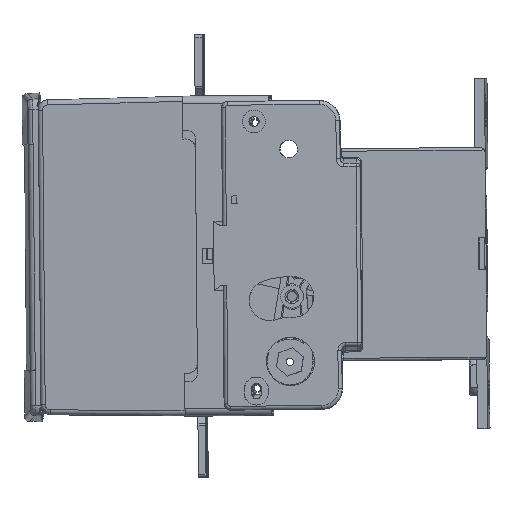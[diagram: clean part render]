
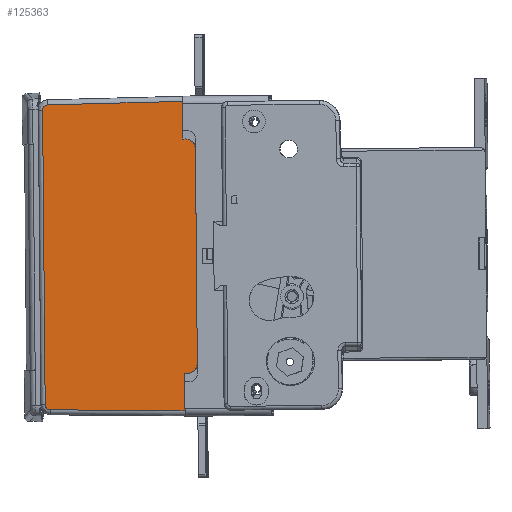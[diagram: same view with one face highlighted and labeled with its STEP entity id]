
A CAD part, left-side view. The second image highlights one B-rep face of the part: STEP entity #125363.
In plain terms, the highlighted face is planar.
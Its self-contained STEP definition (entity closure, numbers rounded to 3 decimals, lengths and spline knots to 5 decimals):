
#110093=DIRECTION('',(1.,0.,0.));
#110094=VECTOR('',#110093,0.01481);
#110095=CARTESIAN_POINT('',(0.0461,0.,-0.05446));
#110096=LINE('',#110095,#110094);
#112121=DIRECTION('',(0.,1.,0.009));
#112122=VECTOR('',#112121,0.001);
#112123=CARTESIAN_POINT('',(-0.0461,-0.001,-0.05447));
#112124=LINE('',#112123,#112122);
#112125=DIRECTION('',(-1.,0.,0.));
#112126=VECTOR('',#112125,0.0842);
#112127=CARTESIAN_POINT('',(0.0421,-0.005,-0.0545));
#112128=LINE('',#112127,#112126);
#112129=CARTESIAN_POINT('',(0.0461,-0.001,-0.05447));
#112130=CARTESIAN_POINT('',(0.0461,-0.00167,-0.05447));
#112131=CARTESIAN_POINT('',(0.04581,-0.00271,
-0.05448));
#112132=CARTESIAN_POINT('',(0.04499,-0.00389,
-0.05449));
#112133=CARTESIAN_POINT('',(0.04381,-0.00471,
-0.0545));
#112134=CARTESIAN_POINT('',(0.04277,-0.005,-0.0545));
#112135=CARTESIAN_POINT('',(0.0421,-0.005,-0.0545));
#112137=DIRECTION('',(0.,-1.,-0.009));
#112138=VECTOR('',#112137,0.001);
#112139=CARTESIAN_POINT('',(0.0461,0.,-0.05446));
#112140=LINE('',#112139,#112138);
#112141=DIRECTION('',(0.017,-1.,-0.009));
#112142=VECTOR('',#112141,0.05306);
#112143=CARTESIAN_POINT('',(0.05999,0.05305,
-0.05399));
#112144=LINE('',#112143,#112142);
#112145=CARTESIAN_POINT('',(0.05799,0.05302,
-0.05399));
#112146=DIRECTION('',(0.,0.009,-1.));
#112147=DIRECTION('',(0.,1.,0.009));
#112148=AXIS2_PLACEMENT_3D('',#112145,#112146,#112147);
#112150=CARTESIAN_POINT('',(-0.05799,0.05302,
-0.05399));
#112151=DIRECTION('',(0.,0.009,-1.));
#112152=DIRECTION('',(-1.,0.017,0.));
#112153=AXIS2_PLACEMENT_3D('',#112150,#112151,#112152);
#112155=DIRECTION('',(0.017,1.,0.009));
#112156=VECTOR('',#112155,0.05306);
#112157=CARTESIAN_POINT('',(-0.06091,0.,
-0.05446));
#112158=LINE('',#112157,#112156);
#112159=DIRECTION('',(-1.,0.,0.));
#112160=VECTOR('',#112159,0.01481);
#112161=CARTESIAN_POINT('',(-0.0461,0.,-0.05446));
#112162=LINE('',#112161,#112160);
#112201=CARTESIAN_POINT('',(-0.0461,-0.001,-0.05447));
#112202=CARTESIAN_POINT('',(-0.0461,-0.00167,-0.05447));
#112203=CARTESIAN_POINT('',(-0.04581,-0.00271,
-0.05448));
#112204=CARTESIAN_POINT('',(-0.04499,-0.00389,
-0.05449));
#112205=CARTESIAN_POINT('',(-0.04381,-0.00471,
-0.0545));
#112206=CARTESIAN_POINT('',(-0.04277,-0.005,-0.0545));
#112207=CARTESIAN_POINT('',(-0.0421,-0.005,-0.0545));
#112234=DIRECTION('',(-1.,0.,0.));
#112235=VECTOR('',#112234,0.11597);
#112236=CARTESIAN_POINT('',(0.05799,0.05502,
-0.05398));
#112237=LINE('',#112236,#112235);
#115391=CARTESIAN_POINT('',(0.05999,0.05305,
-0.05399));
#115392=CARTESIAN_POINT('',(0.06091,0.,
-0.05446));
#115393=VERTEX_POINT('',#115391);
#115394=VERTEX_POINT('',#115392);
#115395=CARTESIAN_POINT('',(0.0461,-0.001,-0.05447));
#115397=VERTEX_POINT('',#115395);
#115413=CARTESIAN_POINT('',(-0.06091,0.,
-0.05446));
#115414=CARTESIAN_POINT('',(-0.05999,0.05305,
-0.05399));
#115415=VERTEX_POINT('',#115413);
#115416=VERTEX_POINT('',#115414);
#115420=CARTESIAN_POINT('',(0.05799,0.05502,
-0.05398));
#115421=CARTESIAN_POINT('',(-0.05799,0.05502,
-0.05398));
#115422=VERTEX_POINT('',#115420);
#115423=VERTEX_POINT('',#115421);
#115424=CARTESIAN_POINT('',(-0.0461,-0.001,-0.05447));
#115425=CARTESIAN_POINT('',(-0.0461,0.,-0.05446));
#115426=VERTEX_POINT('',#115424);
#115427=VERTEX_POINT('',#115425);
#115428=CARTESIAN_POINT('',(0.0421,-0.005,-0.0545));
#115429=CARTESIAN_POINT('',(-0.0421,-0.005,-0.0545));
#115430=VERTEX_POINT('',#115428);
#115431=VERTEX_POINT('',#115429);
#117683=CARTESIAN_POINT('',(0.0461,0.,-0.05446));
#117685=VERTEX_POINT('',#117683);
#125335=CARTESIAN_POINT('',(0.0652,-0.005,-0.0545));
#125336=DIRECTION('',(0.,0.009,-1.));
#125337=DIRECTION('',(-1.,0.,0.));
#125338=AXIS2_PLACEMENT_3D('',#125335,#125336,#125337);
#125339=PLANE('',#125338);
#125341=ORIENTED_EDGE('',*,*,#125340,.F.);
#125343=ORIENTED_EDGE('',*,*,#125342,.T.);
#125345=ORIENTED_EDGE('',*,*,#125344,.F.);
#125347=ORIENTED_EDGE('',*,*,#125346,.F.);
#125349=ORIENTED_EDGE('',*,*,#125348,.F.);
#125350=ORIENTED_EDGE('',*,*,#122917,.T.);
#125352=ORIENTED_EDGE('',*,*,#125351,.F.);
#125354=ORIENTED_EDGE('',*,*,#125353,.F.);
#125356=ORIENTED_EDGE('',*,*,#125355,.T.);
#125358=ORIENTED_EDGE('',*,*,#125357,.F.);
#125359=ORIENTED_EDGE('',*,*,#125328,.F.);
#125360=ORIENTED_EDGE('',*,*,#124467,.F.);
#125361=EDGE_LOOP('',(#125341,#125343,#125345,#125347,#125349,#125350,#125352,
#125354,#125356,#125358,#125359,#125360));
#125362=FACE_OUTER_BOUND('',#125361,.F.);
#125363=ADVANCED_FACE('',(#125362),#125339,.T.);
#112136=B_SPLINE_CURVE_WITH_KNOTS('',3,(#112129,#112130,#112131,#112132,#112133,
#112134,#112135),.UNSPECIFIED.,.F.,.F.,(4,1,1,1,4),(0.,0.25,0.5,0.75,
1.),.UNSPECIFIED.);
#112149=CIRCLE('',#112148,0.002);
#112154=CIRCLE('',#112153,0.002);
#112208=B_SPLINE_CURVE_WITH_KNOTS('',3,(#112201,#112202,#112203,#112204,#112205,
#112206,#112207),.UNSPECIFIED.,.F.,.F.,(4,1,1,1,4),(0.,0.25,0.5,0.75,
1.),.UNSPECIFIED.);
#122917=EDGE_CURVE('',#117685,#115394,#110096,.T.);
#124467=EDGE_CURVE('',#115427,#115415,#112162,.T.);
#125328=EDGE_CURVE('',#115415,#115416,#112158,.T.);
#125340=EDGE_CURVE('',#115426,#115427,#112124,.T.);
#125342=EDGE_CURVE('',#115426,#115431,#112208,.T.);
#125344=EDGE_CURVE('',#115430,#115431,#112128,.T.);
#125346=EDGE_CURVE('',#115397,#115430,#112136,.T.);
#125348=EDGE_CURVE('',#117685,#115397,#112140,.T.);
#125351=EDGE_CURVE('',#115393,#115394,#112144,.T.);
#125353=EDGE_CURVE('',#115422,#115393,#112149,.T.);
#125355=EDGE_CURVE('',#115422,#115423,#112237,.T.);
#125357=EDGE_CURVE('',#115416,#115423,#112154,.T.);
